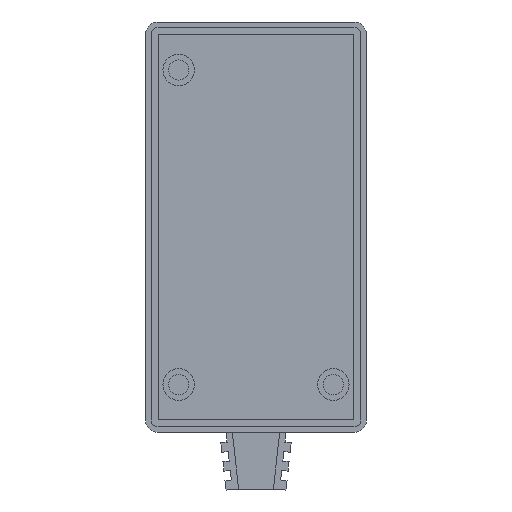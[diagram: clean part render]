
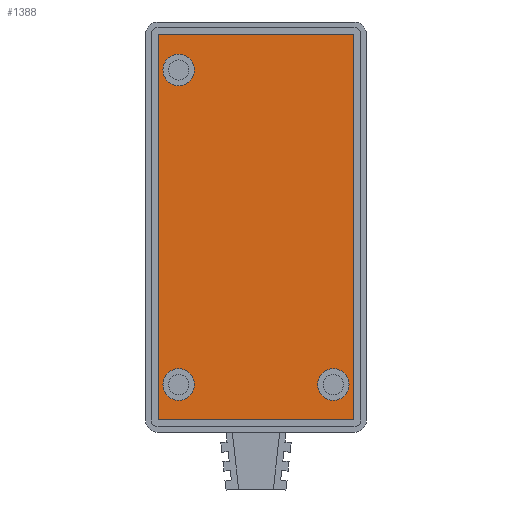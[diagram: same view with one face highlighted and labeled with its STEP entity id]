
A CAD part, front view. The second image highlights one B-rep face of the part: STEP entity #1388.
In plain terms, the highlighted planar face has unit normal (0, -1, 0).
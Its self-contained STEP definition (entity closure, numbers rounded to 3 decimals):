
#25=FACE_BOUND('',#247,.T.);
#26=FACE_BOUND('',#248,.T.);
#27=FACE_BOUND('',#249,.T.);
#48=CIRCLE('',#1484,2.5);
#50=CIRCLE('',#1488,2.5);
#52=CIRCLE('',#1492,2.5);
#162=FACE_OUTER_BOUND('',#246,.T.);
#246=EDGE_LOOP('',(#1234,#1235,#1236,#1237));
#247=EDGE_LOOP('',(#1238));
#248=EDGE_LOOP('',(#1239));
#249=EDGE_LOOP('',(#1240));
#395=LINE('',#2317,#547);
#399=LINE('',#2324,#551);
#402=LINE('',#2330,#554);
#404=LINE('',#2333,#556);
#547=VECTOR('',#1888,10.);
#551=VECTOR('',#1894,10.);
#554=VECTOR('',#1899,10.);
#556=VECTOR('',#1903,10.);
#654=VERTEX_POINT('',#2202);
#656=VERTEX_POINT('',#2209);
#658=VERTEX_POINT('',#2216);
#675=VERTEX_POINT('',#2314);
#676=VERTEX_POINT('',#2316);
#678=VERTEX_POINT('',#2322);
#680=VERTEX_POINT('',#2328);
#825=EDGE_CURVE('',#654,#654,#48,.T.);
#828=EDGE_CURVE('',#656,#656,#50,.T.);
#831=EDGE_CURVE('',#658,#658,#52,.T.);
#863=EDGE_CURVE('',#675,#676,#395,.T.);
#867=EDGE_CURVE('',#678,#675,#399,.T.);
#870=EDGE_CURVE('',#680,#678,#402,.T.);
#872=EDGE_CURVE('',#676,#680,#404,.T.);
#1234=ORIENTED_EDGE('',*,*,#872,.F.);
#1235=ORIENTED_EDGE('',*,*,#863,.F.);
#1236=ORIENTED_EDGE('',*,*,#867,.F.);
#1237=ORIENTED_EDGE('',*,*,#870,.F.);
#1238=ORIENTED_EDGE('',*,*,#825,.T.);
#1239=ORIENTED_EDGE('',*,*,#828,.T.);
#1240=ORIENTED_EDGE('',*,*,#831,.T.);
#1310=PLANE('',#1525);
#1388=ADVANCED_FACE('',(#162,#25,#26,#27),#1310,.F.);
#1484=AXIS2_PLACEMENT_3D('',#2204,#1795,#1796);
#1488=AXIS2_PLACEMENT_3D('',#2211,#1804,#1805);
#1492=AXIS2_PLACEMENT_3D('',#2218,#1813,#1814);
#1525=AXIS2_PLACEMENT_3D('',#2334,#1904,#1905);
#1795=DIRECTION('center_axis',(0.,1.,0.));
#1796=DIRECTION('ref_axis',(1.,0.,0.));
#1804=DIRECTION('center_axis',(0.,1.,0.));
#1805=DIRECTION('ref_axis',(1.,0.,0.));
#1813=DIRECTION('center_axis',(0.,1.,0.));
#1814=DIRECTION('ref_axis',(1.,0.,0.));
#1888=DIRECTION('',(-1.,0.,0.));
#1894=DIRECTION('',(0.,0.,-1.));
#1899=DIRECTION('',(1.,0.,0.));
#1903=DIRECTION('',(0.,0.,1.));
#1904=DIRECTION('center_axis',(0.,1.,0.));
#1905=DIRECTION('ref_axis',(0.,0.,1.));
#2202=CARTESIAN_POINT('',(-14.738,12.,24.906));
#2204=CARTESIAN_POINT('Origin',(-12.238,12.,24.906));
#2209=CARTESIAN_POINT('',(-14.738,12.,-24.906));
#2211=CARTESIAN_POINT('Origin',(-12.238,12.,-24.906));
#2216=CARTESIAN_POINT('',(9.738,12.,-24.906));
#2218=CARTESIAN_POINT('Origin',(12.238,12.,-24.906));
#2314=CARTESIAN_POINT('',(15.5,12.,-30.5));
#2316=CARTESIAN_POINT('',(-15.5,12.,-30.5));
#2317=CARTESIAN_POINT('',(-15.5,12.,-30.5));
#2322=CARTESIAN_POINT('',(15.5,12.,30.5));
#2324=CARTESIAN_POINT('',(15.5,12.,-30.5));
#2328=CARTESIAN_POINT('',(-15.5,12.,30.5));
#2330=CARTESIAN_POINT('',(15.5,12.,30.5));
#2333=CARTESIAN_POINT('',(-15.5,12.,30.5));
#2334=CARTESIAN_POINT('Origin',(0.,12.,0.));
